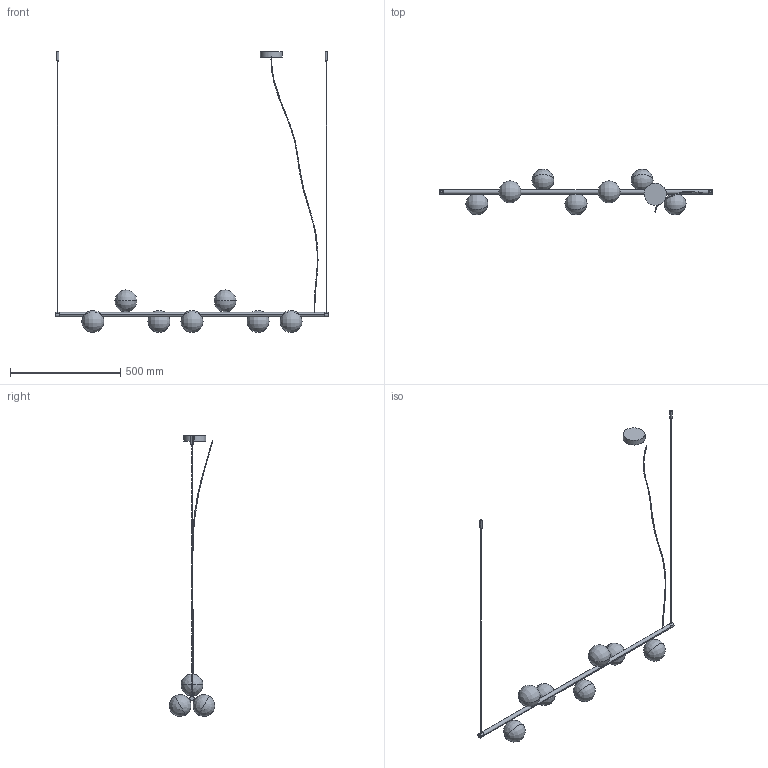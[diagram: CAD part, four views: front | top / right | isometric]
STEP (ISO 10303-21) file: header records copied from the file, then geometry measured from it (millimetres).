
FILE_DESCRIPTION(/* description */ (''),/* implementation_level */ '2;1');
FILE_NAME(/* name */ '174498~1',/* time_stamp */ '2020-11-06T18:30:14+01:00',/* author */ (''),/* organization */ (''),/* preprocessor_version */ 'ST-DEVELOPER v16.5',/* originating_system */ '',/* authorisation */ '');
FILE_SCHEMA (('AUTOMOTIVE_DESIGN'));
Length unit declared in the file: millimetre
Products named in the file (1): Document
Bounding box: 1240 x 207.03 x 1275.64 mm (x, y, z)
Volume: 4266749.9 mm3; surface area: 352495 mm2
Topology: 16 solids, 18 shells, 60 faces, 121 edges, 71 vertices
Faces by surface type: bspline 40, plane 20
Entity records: 2759 total; most frequent: CARTESIAN_POINT 1941, ORIENTED_EDGE 174, EDGE_CURVE 89, VERTEX_POINT 63, ADVANCED_FACE 60, FACE_OUTER_BOUND 60, EDGE_LOOP 60, DIRECTION 28
